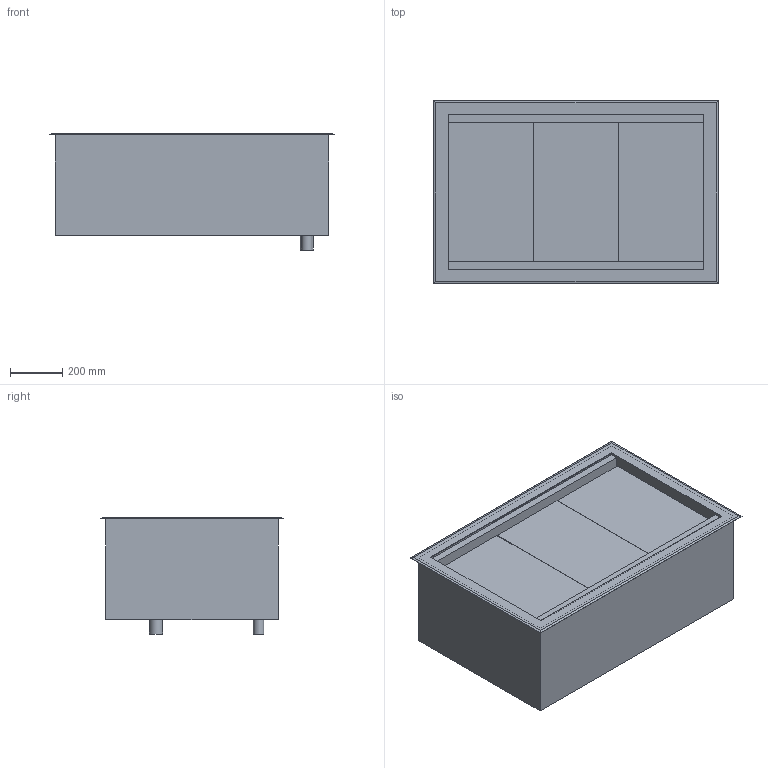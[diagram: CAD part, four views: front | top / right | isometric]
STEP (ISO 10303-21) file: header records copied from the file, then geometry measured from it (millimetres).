
FILE_DESCRIPTION(/* description */ ('Umluftkühlwanne: Kälte extern'),/* implementation_level */ '2;1');
FILE_NAME(/* name */ '3D-AKE-00003006.stp',/* time_stamp */ '2023-06-14T10:53:29+02:00',/* author */ ('marina.schachner'),/* organization */ (''),/* preprocessor_version */ 'ST-DEVELOPER v18.1',/* originating_system */ 'Autodesk Inventor 2020',/* authorisation */ '');
FILE_SCHEMA (('AUTOMOTIVE_DESIGN { 1 0 10303 214 3 1 1 }'));
Length unit declared in the file: millimetre
Products named in the file (1): 3D-AKE-00003006
Bounding box: 1095 x 705 x 445 mm (x, y, z)
Volume: 79193583.4 mm3; surface area: 6005281.9 mm2
Topology: 6 solids, 6 shells, 58 faces, 126 edges, 84 vertices
Faces by surface type: plane 56, cylinder 2
Full cylindrical faces by diameter (mm): 40 x1, 50 x1
Entity records: 1594 total; most frequent: CARTESIAN_POINT 269, ORIENTED_EDGE 252, DIRECTION 252, EDGE_CURVE 126, LINE 118, VECTOR 118, VERTEX_POINT 84, AXIS2_PLACEMENT_3D 67
